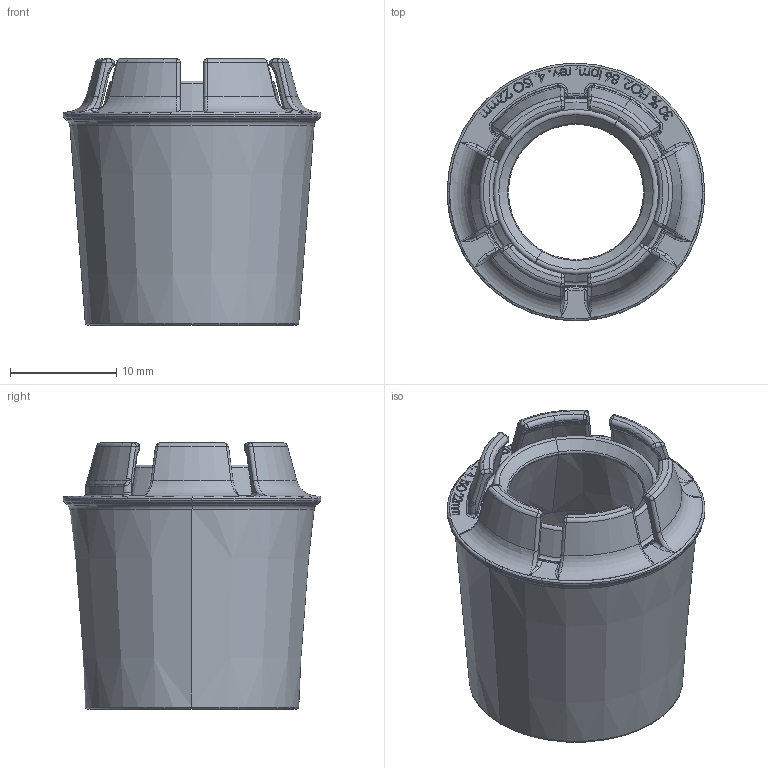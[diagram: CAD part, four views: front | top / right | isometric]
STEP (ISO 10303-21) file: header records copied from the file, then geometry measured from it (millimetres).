
FILE_DESCRIPTION (( 'STEP AP203' ), '1' );
FILE_NAME ('Respirator-free reanimation Venturi''s valve (rev. 4) FiO2-30 ISO 22mm Cap.STEP', '2020-03-24T21:50:23', ( '' ), ( '' ), 'SwSTEP 2.0', 'SolidWorks 2018', '' );
FILE_SCHEMA (( 'CONFIG_CONTROL_DESIGN' ));
Length unit declared in the file: millimetre
Products named in the file (1): Respirator-free reanimation Venturi''s valve (rev. 4) FiO2-30  ISO 22mm Cap
Bounding box: 24.2 x 24.2 x 25 mm (x, y, z)
Volume: 3047.3 mm3; surface area: 3569.6 mm2
Topology: 1 solids, 1 shells, 686 faces, 1726 edges, 1053 vertices
Faces by surface type: bspline 333, plane 192, torus 71, cylinder 57, cone 33
Entity records: 32087 total; most frequent: CARTESIAN_POINT 18117, ORIENTED_EDGE 3396, DIRECTION 2036, EDGE_CURVE 1698, VERTEX_POINT 1053, EDGE_LOOP 727, FACE_OUTER_BOUND 686, ADVANCED_FACE 686
